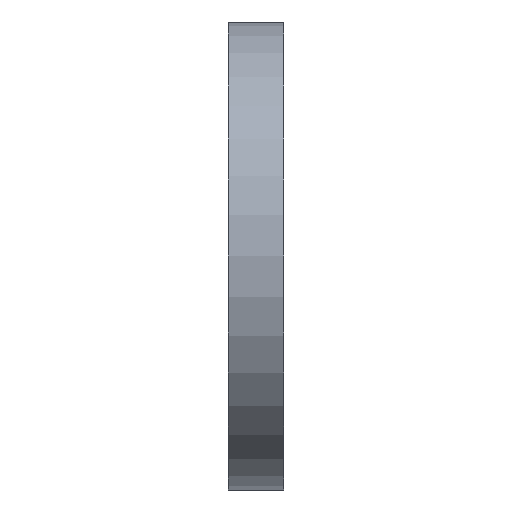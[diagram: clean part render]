
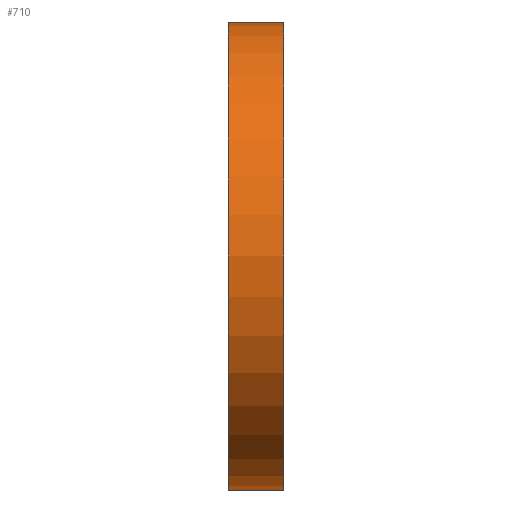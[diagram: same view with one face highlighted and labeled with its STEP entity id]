
A CAD part, left-side view. The second image highlights one B-rep face of the part: STEP entity #710.
In plain terms, the highlighted cylindrical face has radius 6.35 mm (diameter 12.7 mm), a partial arc.
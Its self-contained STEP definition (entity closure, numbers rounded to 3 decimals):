
#25 = CARTESIAN_POINT ( 'NONE',  ( -63.507, 0.75, 0. ) ) ;
#51 = ORIENTED_EDGE ( 'NONE', *, *, #178, .F. ) ;
#61 = CYLINDRICAL_SURFACE ( 'NONE', #499, 6.35 ) ;
#65 = DIRECTION ( 'NONE',  ( 0., -1., 0. ) ) ;
#116 = CARTESIAN_POINT ( 'NONE',  ( -63.507, 0.75, -6.35 ) ) ;
#124 = CARTESIAN_POINT ( 'NONE',  ( -63.507, 0.75, 6.35 ) ) ;
#140 = DIRECTION ( 'NONE',  ( 0., 0., -1. ) ) ;
#147 = ORIENTED_EDGE ( 'NONE', *, *, #642, .T. ) ;
#152 = CIRCLE ( 'NONE', #819, 6.35 ) ;
#178 = EDGE_CURVE ( 'NONE', #498, #888, #152, .T. ) ;
#217 = VECTOR ( 'NONE', #613, 1000. ) ;
#264 = CARTESIAN_POINT ( 'NONE',  ( -63.507, -0.75, 6.35 ) ) ;
#294 = LINE ( 'NONE', #693, #771 ) ;
#319 = EDGE_CURVE ( 'NONE', #650, #488, #761, .T. ) ;
#368 = CARTESIAN_POINT ( 'NONE',  ( -63.507, 0.75, 6.35 ) ) ;
#411 = CARTESIAN_POINT ( 'NONE',  ( -63.507, -0.75, -6.35 ) ) ;
#473 = EDGE_LOOP ( 'NONE', ( #620, #51, #147, #757 ) ) ;
#487 = AXIS2_PLACEMENT_3D ( 'NONE', #828, #837, #696 ) ;
#488 = VERTEX_POINT ( 'NONE', #264 ) ;
#492 = CARTESIAN_POINT ( 'NONE',  ( -63.507, 0.75, 0. ) ) ;
#498 = VERTEX_POINT ( 'NONE', #116 ) ;
#499 = AXIS2_PLACEMENT_3D ( 'NONE', #492, #65, #140 ) ;
#517 = DIRECTION ( 'NONE',  ( 0., 1., 0. ) ) ;
#546 = EDGE_CURVE ( 'NONE', #888, #488, #614, .T. ) ;
#589 = DIRECTION ( 'NONE',  ( 0., 0., 1. ) ) ;
#613 = DIRECTION ( 'NONE',  ( 0., -1., 0. ) ) ;
#614 = LINE ( 'NONE', #124, #217 ) ;
#620 = ORIENTED_EDGE ( 'NONE', *, *, #546, .F. ) ;
#642 = EDGE_CURVE ( 'NONE', #498, #650, #294, .T. ) ;
#650 = VERTEX_POINT ( 'NONE', #411 ) ;
#693 = CARTESIAN_POINT ( 'NONE',  ( -63.507, 0.75, -6.35 ) ) ;
#696 = DIRECTION ( 'NONE',  ( 0., 0., 1. ) ) ;
#710 = ADVANCED_FACE ( 'NONE', ( #758 ), #61, .T. ) ;
#757 = ORIENTED_EDGE ( 'NONE', *, *, #319, .T. ) ;
#758 = FACE_OUTER_BOUND ( 'NONE', #473, .T. ) ;
#761 = CIRCLE ( 'NONE', #487, 6.35 ) ;
#771 = VECTOR ( 'NONE', #825, 1000. ) ;
#819 = AXIS2_PLACEMENT_3D ( 'NONE', #25, #517, #589 ) ;
#825 = DIRECTION ( 'NONE',  ( 0., -1., 0. ) ) ;
#828 = CARTESIAN_POINT ( 'NONE',  ( -63.507, -0.75, 0. ) ) ;
#837 = DIRECTION ( 'NONE',  ( 0., 1., 0. ) ) ;
#888 = VERTEX_POINT ( 'NONE', #368 ) ;
